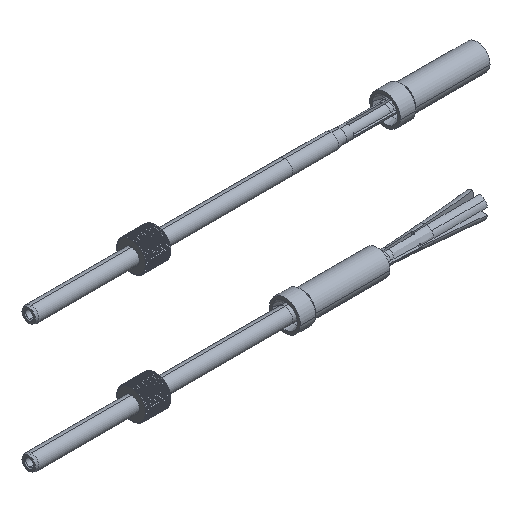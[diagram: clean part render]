
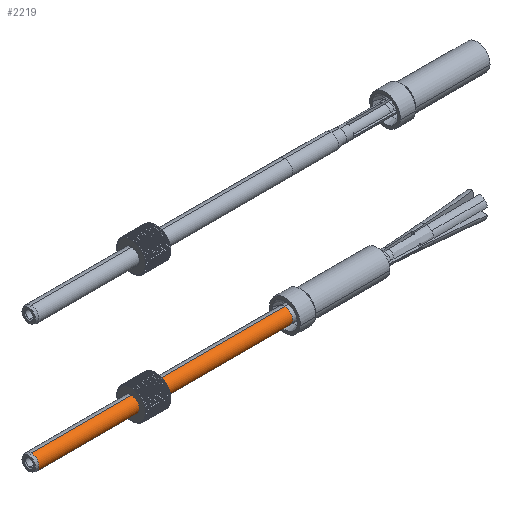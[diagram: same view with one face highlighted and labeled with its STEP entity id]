
A CAD part, isometric view. The second image highlights one B-rep face of the part: STEP entity #2219.
In plain terms, the highlighted cylindrical face has radius 3 mm (diameter 6 mm), a partial arc.
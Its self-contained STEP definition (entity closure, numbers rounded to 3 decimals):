
#2075 = LINE ( 'NONE', #26242, #51597 ) ;
#2219 = ADVANCED_FACE ( 'NONE', ( #19544 ), #39204, .T. ) ;
#3401 = CARTESIAN_POINT ( 'NONE',  ( 100., 0., 3. ) ) ;
#7324 = DIRECTION ( 'NONE',  ( 1., 0., 0. ) ) ;
#8776 = VERTEX_POINT ( 'NONE', #3401 ) ;
#9209 = ORIENTED_EDGE ( 'NONE', *, *, #19474, .F. ) ;
#10369 = DIRECTION ( 'NONE',  ( 1., 0., 0. ) ) ;
#12317 = LINE ( 'NONE', #46937, #32682 ) ;
#13916 = AXIS2_PLACEMENT_3D ( 'NONE', #27364, #36896, #23481 ) ;
#18309 = ORIENTED_EDGE ( 'NONE', *, *, #41757, .F. ) ;
#19474 = EDGE_CURVE ( 'NONE', #37019, #8776, #12317, .T. ) ;
#19544 = FACE_OUTER_BOUND ( 'NONE', #39634, .T. ) ;
#21611 = ORIENTED_EDGE ( 'NONE', *, *, #50485, .T. ) ;
#22207 = EDGE_CURVE ( 'NONE', #37019, #22893, #22907, .T. ) ;
#22785 = CARTESIAN_POINT ( 'NONE',  ( 100., 0., -3. ) ) ;
#22893 = VERTEX_POINT ( 'NONE', #46797 ) ;
#22907 = CIRCLE ( 'NONE', #13916, 3. ) ;
#23481 = DIRECTION ( 'NONE',  ( 0., 0., -1. ) ) ;
#26242 = CARTESIAN_POINT ( 'NONE',  ( 0., 0., -3. ) ) ;
#27364 = CARTESIAN_POINT ( 'NONE',  ( 1., 0., 0. ) ) ;
#30059 = CIRCLE ( 'NONE', #34545, 3. ) ;
#31909 = DIRECTION ( 'NONE',  ( 0., 0., -1. ) ) ;
#32682 = VECTOR ( 'NONE', #55528, 1000. ) ;
#34545 = AXIS2_PLACEMENT_3D ( 'NONE', #41070, #35753, #31909 ) ;
#35753 = DIRECTION ( 'NONE',  ( 1., 0., 0. ) ) ;
#36896 = DIRECTION ( 'NONE',  ( 1., 0., 0. ) ) ;
#37019 = VERTEX_POINT ( 'NONE', #40408 ) ;
#39204 = CYLINDRICAL_SURFACE ( 'NONE', #53402, 3. ) ;
#39634 = EDGE_LOOP ( 'NONE', ( #9209, #51374, #21611, #18309 ) ) ;
#40408 = CARTESIAN_POINT ( 'NONE',  ( 1., 0., 3. ) ) ;
#41070 = CARTESIAN_POINT ( 'NONE',  ( 100., 0., 0. ) ) ;
#41757 = EDGE_CURVE ( 'NONE', #8776, #59713, #30059, .T. ) ;
#42121 = DIRECTION ( 'NONE',  ( 0., 0., -1. ) ) ;
#42322 = CARTESIAN_POINT ( 'NONE',  ( 0., 0., 0. ) ) ;
#46797 = CARTESIAN_POINT ( 'NONE',  ( 1., 0., -3. ) ) ;
#46937 = CARTESIAN_POINT ( 'NONE',  ( 0., 0., 3. ) ) ;
#50485 = EDGE_CURVE ( 'NONE', #22893, #59713, #2075, .T. ) ;
#51374 = ORIENTED_EDGE ( 'NONE', *, *, #22207, .T. ) ;
#51597 = VECTOR ( 'NONE', #7324, 1000. ) ;
#53402 = AXIS2_PLACEMENT_3D ( 'NONE', #42322, #10369, #42121 ) ;
#55528 = DIRECTION ( 'NONE',  ( 1., 0., 0. ) ) ;
#59713 = VERTEX_POINT ( 'NONE', #22785 ) ;
